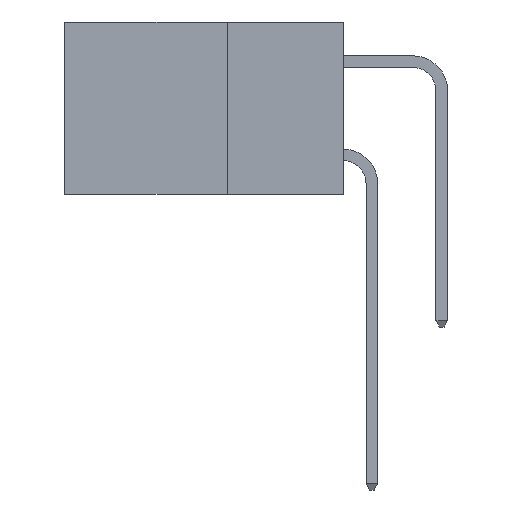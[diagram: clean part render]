
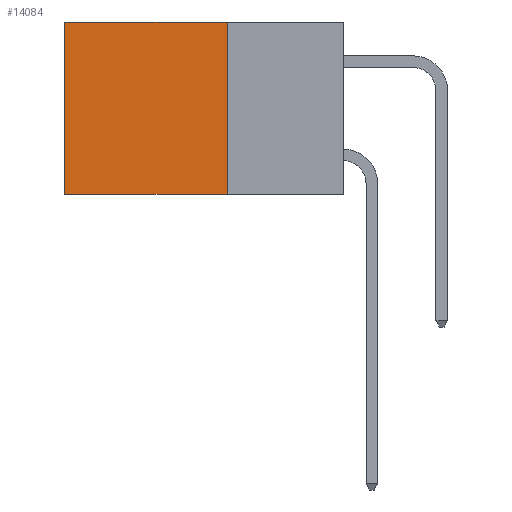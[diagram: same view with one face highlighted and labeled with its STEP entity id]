
A CAD part, left-side view. The second image highlights one B-rep face of the part: STEP entity #14084.
In plain terms, the highlighted planar face has unit normal (-1, 0, 0).
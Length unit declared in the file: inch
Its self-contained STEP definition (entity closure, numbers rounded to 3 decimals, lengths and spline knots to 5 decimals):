
#1305 = ORIENTED_EDGE ( 'NONE', *, *, #3798, .T. ) ;
#1388 = VECTOR ( 'NONE', #3486, 39.37008 ) ;
#1735 = CARTESIAN_POINT ( 'NONE',  ( 0.2615, 0.25, 0. ) ) ;
#2428 = ORIENTED_EDGE ( 'NONE', *, *, #26430, .F. ) ;
#3486 = DIRECTION ( 'NONE',  ( 0., 0., -1. ) ) ;
#3798 = EDGE_CURVE ( 'NONE', #7264, #14818, #8671, .T. ) ;
#3836 = VERTEX_POINT ( 'NONE', #12538 ) ;
#4409 = PLANE ( 'NONE',  #19326 ) ;
#4682 = CARTESIAN_POINT ( 'NONE',  ( 0.2615, 0.25, 0. ) ) ;
#6574 = DIRECTION ( 'NONE',  ( 1., 0., 0. ) ) ;
#6840 = DIRECTION ( 'NONE',  ( 0., 1., 0. ) ) ;
#7264 = VERTEX_POINT ( 'NONE', #23383 ) ;
#8671 = LINE ( 'NONE', #26354, #13669 ) ;
#10748 = ORIENTED_EDGE ( 'NONE', *, *, #16217, .F. ) ;
#10951 = DIRECTION ( 'NONE',  ( 0., 1., 0. ) ) ;
#12538 = CARTESIAN_POINT ( 'NONE',  ( 0.2615, 0.25, -0.37 ) ) ;
#13072 = CARTESIAN_POINT ( 'NONE',  ( 0.2615, 0.6, -0.37 ) ) ;
#13669 = VECTOR ( 'NONE', #20733, 39.37008 ) ;
#14040 = LINE ( 'NONE', #4682, #18244 ) ;
#14084 = ADVANCED_FACE ( 'NONE', ( #20303 ), #4409, .F. ) ;
#14818 = VERTEX_POINT ( 'NONE', #13072 ) ;
#15726 = EDGE_LOOP ( 'NONE', ( #1305, #2428, #10748, #25498 ) ) ;
#16217 = EDGE_CURVE ( 'NONE', #23233, #3836, #17602, .T. ) ;
#16582 = EDGE_CURVE ( 'NONE', #23233, #7264, #14040, .T. ) ;
#17602 = LINE ( 'NONE', #18269, #1388 ) ;
#18244 = VECTOR ( 'NONE', #6840, 39.37008 ) ;
#18269 = CARTESIAN_POINT ( 'NONE',  ( 0.2615, 0.25, -0.37 ) ) ;
#19326 = AXIS2_PLACEMENT_3D ( 'NONE', #23263, #6574, #21254 ) ;
#20303 = FACE_OUTER_BOUND ( 'NONE', #15726, .T. ) ;
#20644 = LINE ( 'NONE', #25536, #26181 ) ;
#20733 = DIRECTION ( 'NONE',  ( 0., 0., -1. ) ) ;
#21254 = DIRECTION ( 'NONE',  ( 0., 0., -1. ) ) ;
#23233 = VERTEX_POINT ( 'NONE', #1735 ) ;
#23263 = CARTESIAN_POINT ( 'NONE',  ( 0.2615, 0.25, -0.37 ) ) ;
#23383 = CARTESIAN_POINT ( 'NONE',  ( 0.2615, 0.6, 0. ) ) ;
#25498 = ORIENTED_EDGE ( 'NONE', *, *, #16582, .T. ) ;
#25536 = CARTESIAN_POINT ( 'NONE',  ( 0.2615, 0.25, -0.37 ) ) ;
#26181 = VECTOR ( 'NONE', #10951, 39.37008 ) ;
#26354 = CARTESIAN_POINT ( 'NONE',  ( 0.2615, 0.6, -0.37 ) ) ;
#26430 = EDGE_CURVE ( 'NONE', #3836, #14818, #20644, .T. ) ;
